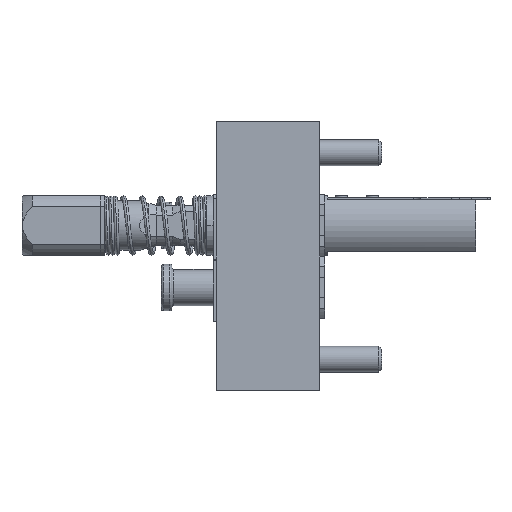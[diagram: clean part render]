
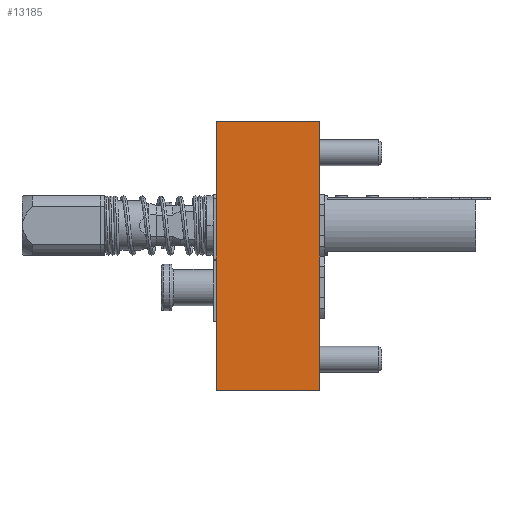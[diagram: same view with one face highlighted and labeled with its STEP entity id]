
A CAD part, left-side view. The second image highlights one B-rep face of the part: STEP entity #13185.
In plain terms, the highlighted planar face has unit normal (-1, 0, 0).
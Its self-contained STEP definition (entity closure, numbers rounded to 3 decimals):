
#261 = PLANE ( 'NONE',  #5300 ) ;
#392 = CARTESIAN_POINT ( 'NONE',  ( -10., 10., 13. ) ) ;
#628 = CARTESIAN_POINT ( 'NONE',  ( -10., 0., -13. ) ) ;
#735 = VERTEX_POINT ( 'NONE', #628 ) ;
#1322 = VECTOR ( 'NONE', #21622, 1000. ) ;
#1623 = ORIENTED_EDGE ( 'NONE', *, *, #24613, .F. ) ;
#1705 = CARTESIAN_POINT ( 'NONE',  ( -10., 10., 13. ) ) ;
#2152 = LINE ( 'NONE', #15504, #3283 ) ;
#3103 = CARTESIAN_POINT ( 'NONE',  ( -10., 10., 13. ) ) ;
#3283 = VECTOR ( 'NONE', #6023, 1000. ) ;
#3564 = VECTOR ( 'NONE', #22432, 1000. ) ;
#4256 = DIRECTION ( 'NONE',  ( 0., 0., -1. ) ) ;
#4595 = ORIENTED_EDGE ( 'NONE', *, *, #18955, .T. ) ;
#5300 = AXIS2_PLACEMENT_3D ( 'NONE', #392, #23094, #4256 ) ;
#6023 = DIRECTION ( 'NONE',  ( 0., -1., 0. ) ) ;
#6497 = DIRECTION ( 'NONE',  ( 0., 0., 1. ) ) ;
#7449 = VERTEX_POINT ( 'NONE', #20051 ) ;
#7806 = ORIENTED_EDGE ( 'NONE', *, *, #13236, .F. ) ;
#9114 = ORIENTED_EDGE ( 'NONE', *, *, #19536, .T. ) ;
#11751 = VERTEX_POINT ( 'NONE', #24579 ) ;
#12092 = CARTESIAN_POINT ( 'NONE',  ( -10., 0., 13. ) ) ;
#13185 = ADVANCED_FACE ( 'Defeature ausgef�hrt3_64', ( #13744 ), #261, .F. ) ;
#13236 = EDGE_CURVE ( 'NONE', #16025, #11751, #17615, .T. ) ;
#13744 = FACE_OUTER_BOUND ( 'NONE', #14028, .T. ) ;
#14028 = EDGE_LOOP ( 'NONE', ( #9114, #7806, #1623, #4595 ) ) ;
#15504 = CARTESIAN_POINT ( 'NONE',  ( -10., 10., -13. ) ) ;
#16025 = VERTEX_POINT ( 'NONE', #3103 ) ;
#17615 = LINE ( 'NONE', #19237, #1322 ) ;
#17933 = VECTOR ( 'NONE', #6497, 1000. ) ;
#18955 = EDGE_CURVE ( 'NONE', #7449, #735, #2152, .T. ) ;
#19237 = CARTESIAN_POINT ( 'NONE',  ( -10., 10., 13. ) ) ;
#19536 = EDGE_CURVE ( 'NONE', #735, #11751, #23589, .T. ) ;
#20051 = CARTESIAN_POINT ( 'NONE',  ( -10., 10., -13. ) ) ;
#20550 = LINE ( 'NONE', #1705, #3564 ) ;
#21622 = DIRECTION ( 'NONE',  ( 0., -1., 0. ) ) ;
#22432 = DIRECTION ( 'NONE',  ( 0., 0., 1. ) ) ;
#23094 = DIRECTION ( 'NONE',  ( 1., 0., 0. ) ) ;
#23589 = LINE ( 'NONE', #12092, #17933 ) ;
#24579 = CARTESIAN_POINT ( 'NONE',  ( -10., 0., 13. ) ) ;
#24613 = EDGE_CURVE ( 'NONE', #7449, #16025, #20550, .T. ) ;
